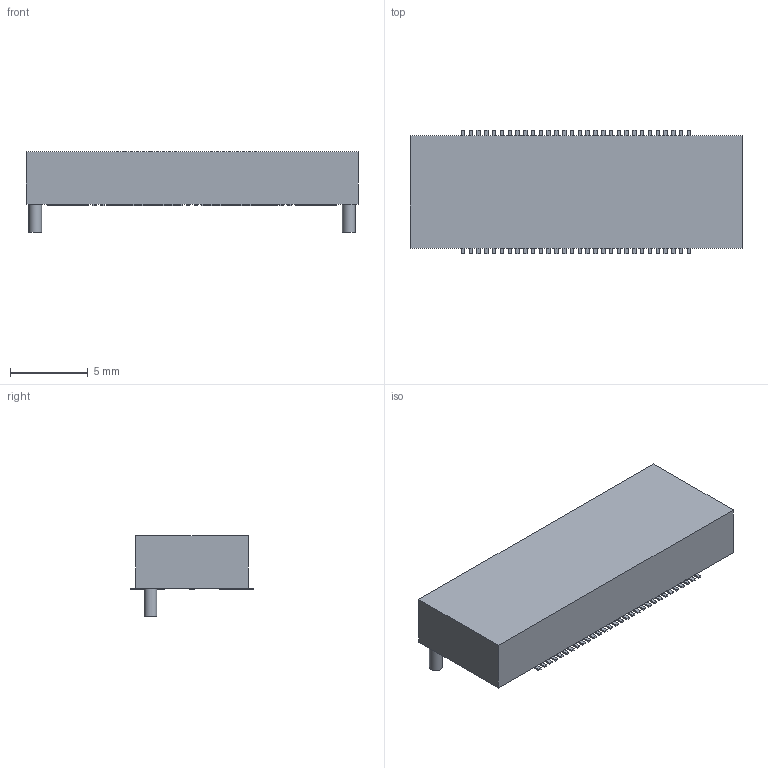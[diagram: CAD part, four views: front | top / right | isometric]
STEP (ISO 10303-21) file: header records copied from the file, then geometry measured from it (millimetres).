
FILE_DESCRIPTION(('FreeCAD Model'),'2;1');
FILE_NAME('1151393.2.4.stp','2020-06-29T09:22:13',( 'Author'),(''),'Open CASCADE STEP processor 6.9','FreeCAD','Unknown' );
FILE_SCHEMA(('AUTOMOTIVE_DESIGN { 1 0 10303 214 1 1 1 1 }'));
Length unit declared in the file: millimetre
Products named in the file (4): ASSEMBLY; Body; Pins; Lugs
Assembly tree (4 placements, depth 2):
  ASSEMBLY
    Body
    Pins
    Lugs  x2
Bounding box: 21.31 x 7.94 x 5.15 mm (x, y, z)
Volume: 524.1 mm3; surface area: 624 mm2
Topology: 69 solids, 69 shells, 402 faces, 792 edges, 528 vertices
Faces by surface type: plane 398, cylinder 4
Full cylindrical faces by diameter (mm): 0.82 x4
Entity records: 20760 total; most frequent: CARTESIAN_POINT 3283, DIRECTION 3164, LINE 2350, VECTOR 2350, ORIENTED_EDGE 1572, PCURVE 1572, DEFINITIONAL_REPRESENTATION 1572, EDGE_CURVE 786
